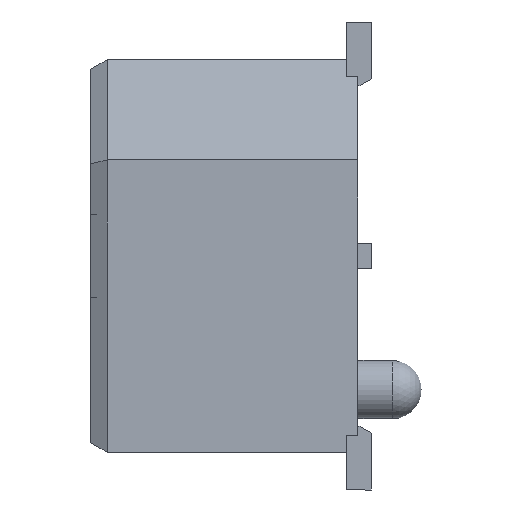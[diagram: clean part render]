
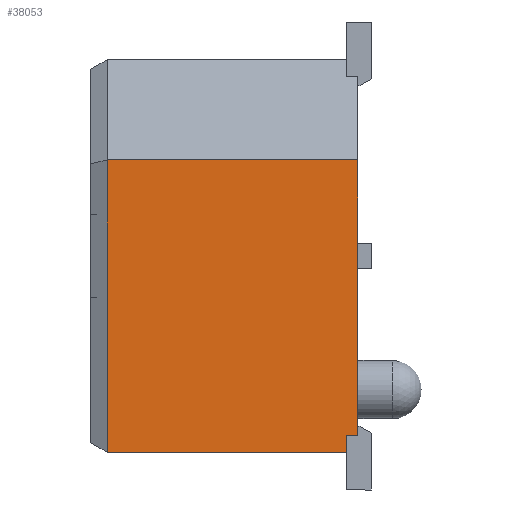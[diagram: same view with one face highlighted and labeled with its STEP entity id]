
A CAD part, left-side view. The second image highlights one B-rep face of the part: STEP entity #38053.
In plain terms, the highlighted face is planar.
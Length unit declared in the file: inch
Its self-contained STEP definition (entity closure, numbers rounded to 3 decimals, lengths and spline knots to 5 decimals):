
#247=LINE('',#51606,#5805);
#1710=LINE('',#54519,#7268);
#1712=LINE('',#54523,#7270);
#1713=LINE('',#54525,#7271);
#1714=LINE('',#54527,#7272);
#1715=LINE('',#54528,#7273);
#5805=VECTOR('',#41942,39.37008);
#7268=VECTOR('',#43673,39.37008);
#7270=VECTOR('',#43677,39.37008);
#7271=VECTOR('',#43678,39.37008);
#7272=VECTOR('',#43679,39.37008);
#7273=VECTOR('',#43680,39.37008);
#12974=ORIENTED_EDGE('',*,*,#24210,.F.);
#12975=ORIENTED_EDGE('',*,*,#22745,.T.);
#12976=ORIENTED_EDGE('',*,*,#24211,.F.);
#12977=ORIENTED_EDGE('',*,*,#24212,.F.);
#12978=ORIENTED_EDGE('',*,*,#24208,.T.);
#12979=ORIENTED_EDGE('',*,*,#24213,.F.);
#22745=EDGE_CURVE('',#28436,#28435,#247,.T.);
#24208=EDGE_CURVE('',#29752,#29751,#1710,.T.);
#24210=EDGE_CURVE('',#28436,#29753,#1712,.T.);
#24211=EDGE_CURVE('',#29754,#28435,#1713,.T.);
#24212=EDGE_CURVE('',#29752,#29754,#1714,.T.);
#24213=EDGE_CURVE('',#29753,#29751,#1715,.T.);
#28435=VERTEX_POINT('',#51605);
#28436=VERTEX_POINT('',#51607);
#29751=VERTEX_POINT('',#54518);
#29752=VERTEX_POINT('',#54520);
#29753=VERTEX_POINT('',#54524);
#29754=VERTEX_POINT('',#54526);
#32371=EDGE_LOOP('',(#12974,#12975,#12976,#12977,#12978,#12979));
#34293=FACE_BOUND('',#32371,.T.);
#36207=PLANE('',#40017);
#38053=ADVANCED_FACE('',(#34293),#36207,.F.);
#40017=AXIS2_PLACEMENT_3D('',#54522,#43675,#43676);
#41942=DIRECTION('',(0.,0.,-1.));
#43673=DIRECTION('',(0.,-1.,0.));
#43675=DIRECTION('',(-1.,0.,0.));
#43676=DIRECTION('',(0.,0.,1.));
#43677=DIRECTION('',(0.,1.,0.));
#43678=DIRECTION('',(0.,-1.,0.));
#43679=DIRECTION('',(0.,0.,-1.));
#43680=DIRECTION('',(0.,0.,1.));
#51605=CARTESIAN_POINT('',(0.7875,0.,-0.0575));
#51606=CARTESIAN_POINT('',(0.7875,0.,0.1175));
#51607=CARTESIAN_POINT('',(0.7875,0.,0.1075));
#54518=CARTESIAN_POINT('',(0.7875,0.007,0.1175));
#54519=CARTESIAN_POINT('',(0.7875,0.15,0.1175));
#54520=CARTESIAN_POINT('',(0.7875,0.15,0.1175));
#54522=CARTESIAN_POINT('',(0.7875,0.15,0.1175));
#54523=CARTESIAN_POINT('',(0.7875,0.15,0.1075));
#54524=CARTESIAN_POINT('',(0.7875,0.007,0.1075));
#54525=CARTESIAN_POINT('',(0.7875,0.15,-0.0575));
#54526=CARTESIAN_POINT('',(0.7875,0.15,-0.0575));
#54527=CARTESIAN_POINT('',(0.7875,0.15,0.1175));
#54528=CARTESIAN_POINT('',(0.7875,0.007,0.1175));
